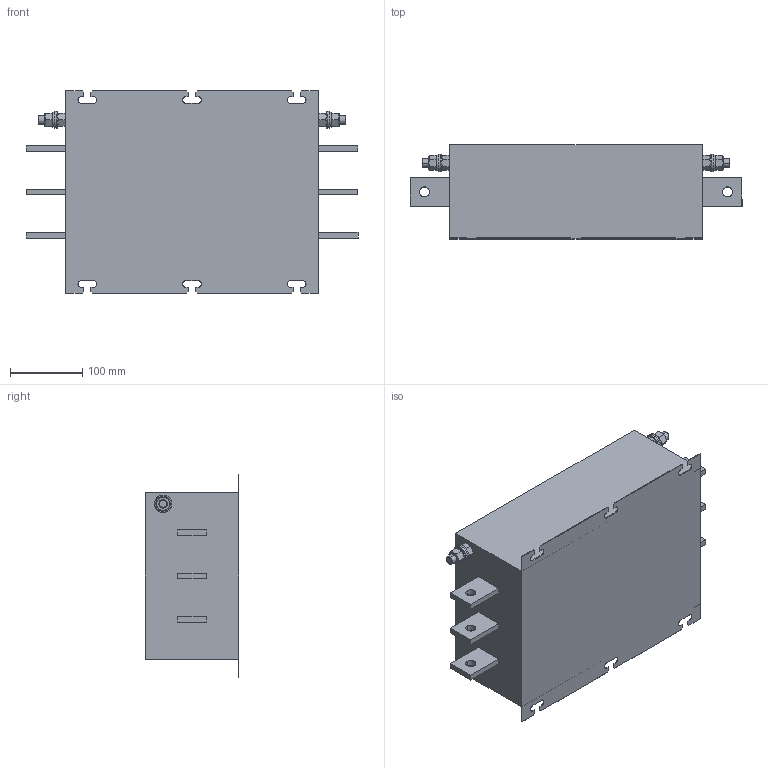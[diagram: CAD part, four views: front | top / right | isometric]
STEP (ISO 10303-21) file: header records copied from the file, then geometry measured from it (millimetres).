
FILE_DESCRIPTION (( 'STEP AP214' ), '1' );
FILE_NAME ('209240.STEP', '2020-05-28T20:31:13', ( '' ), ( '' ), 'SwSTEP 2.0', 'SolidWorks 2018', '' );
FILE_SCHEMA (( 'AUTOMOTIVE_DESIGN' ));
Length unit declared in the file: millimetre
Products named in the file (1): 209240
Bounding box: 460 x 130 x 280 mm (x, y, z)
Volume: 10598972.4 mm3; surface area: 381672.2 mm2
Topology: 1 solids, 1 shells, 228 faces, 576 edges, 366 vertices
Faces by surface type: plane 128, cone 52, cylinder 44, torus 4
Entity records: 7228 total; most frequent: CARTESIAN_POINT 1771, ORIENTED_EDGE 1152, DIRECTION 1076, EDGE_CURVE 576, AXIS2_PLACEMENT_3D 375, VERTEX_POINT 366, LINE 326, VECTOR 326
